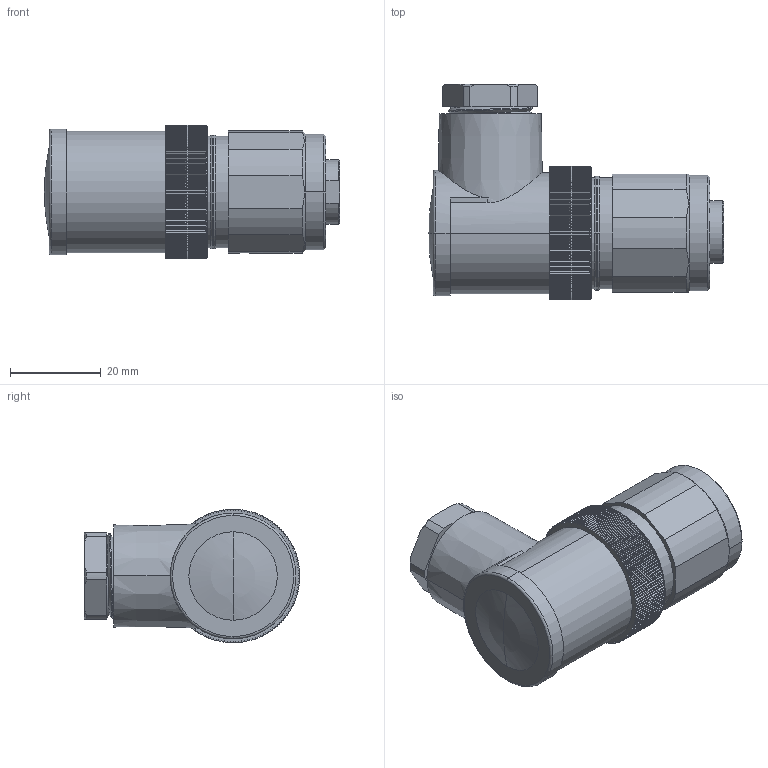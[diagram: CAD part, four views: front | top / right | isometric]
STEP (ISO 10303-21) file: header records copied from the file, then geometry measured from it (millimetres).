
FILE_DESCRIPTION(/* description */ (''),/* implementation_level */ '2;1');
FILE_NAME(/* name */ 'MLK5212-0-11.stp',/* time_stamp */ '2019-04-22T11:59:47+08:00',/* author */ (''),/* organization */ (''),/* preprocessor_version */ 'ST-DEVELOPER v15',/* originating_system */ 'SIEMENS PLM Software NX 9.0',/* authorisation */ '');
FILE_SCHEMA (('CONFIG_CONTROL_DESIGN'));
Length unit declared in the file: millimetre
Products named in the file (1): MLK5212-0-11
Bounding box: 65.03 x 47.5 x 29.4 mm (x, y, z)
Volume: 40842.5 mm3; surface area: 11885.2 mm2
Topology: 1 solids, 2 shells, 707 faces, 2047 edges, 1351 vertices
Faces by surface type: plane 407, cylinder 251, cone 29, torus 11, bspline 7, sphere 2
Full cylindrical faces by diameter (mm): 24.4 x1, 24.5 x2
Entity records: 28017 total; most frequent: CARTESIAN_POINT 9532, ORIENTED_EDGE 4076, DIRECTION 3638, EDGE_CURVE 2038, VERTEX_POINT 1351, AXIS2_PLACEMENT_3D 1288, LINE 1062, VECTOR 1062
